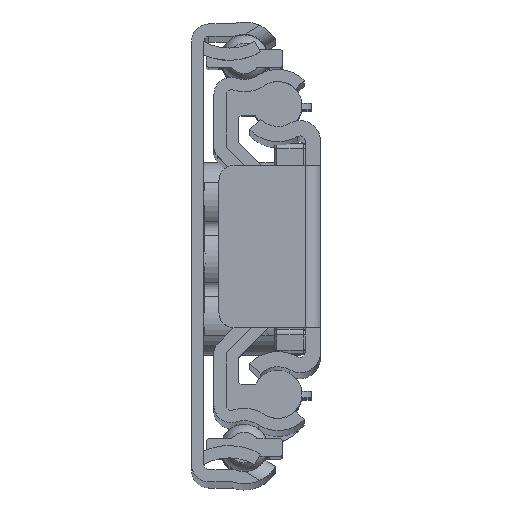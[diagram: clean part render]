
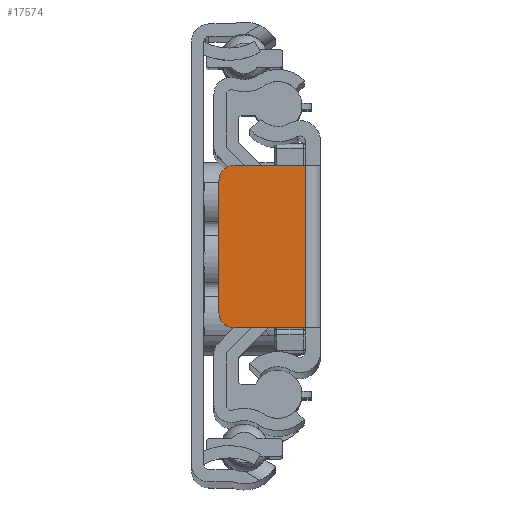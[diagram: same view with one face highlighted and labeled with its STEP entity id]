
A CAD part, top view. The second image highlights one B-rep face of the part: STEP entity #17574.
In plain terms, the highlighted planar face has unit normal (0, 0, 1).
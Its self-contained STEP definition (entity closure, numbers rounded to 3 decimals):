
#1684=FACE_OUTER_BOUND('',#2618,.T.);
#2618=EDGE_LOOP('',(#13843,#13844,#13845,#13846,#13847,#13848));
#3476=CIRCLE('',#18837,1.5);
#3479=CIRCLE('',#18842,1.5);
#4895=LINE('',#27511,#6462);
#4898=LINE('',#27518,#6465);
#4899=LINE('',#27522,#6466);
#4900=LINE('',#27523,#6467);
#6462=VECTOR('',#22187,10.);
#6465=VECTOR('',#22194,10.);
#6466=VECTOR('',#22197,10.);
#6467=VECTOR('',#22198,10.);
#7954=VERTEX_POINT('',#27501);
#7955=VERTEX_POINT('',#27502);
#7958=VERTEX_POINT('',#27510);
#7960=VERTEX_POINT('',#27517);
#7961=VERTEX_POINT('',#27519);
#7962=VERTEX_POINT('',#27521);
#10112=EDGE_CURVE('',#7954,#7955,#3476,.T.);
#10116=EDGE_CURVE('',#7955,#7958,#4895,.T.);
#10120=EDGE_CURVE('',#7954,#7960,#4898,.T.);
#10121=EDGE_CURVE('',#7961,#7960,#3479,.T.);
#10122=EDGE_CURVE('',#7962,#7961,#4899,.T.);
#10123=EDGE_CURVE('',#7958,#7962,#4900,.T.);
#13843=ORIENTED_EDGE('',*,*,#10112,.F.);
#13844=ORIENTED_EDGE('',*,*,#10120,.T.);
#13845=ORIENTED_EDGE('',*,*,#10121,.F.);
#13846=ORIENTED_EDGE('',*,*,#10122,.F.);
#13847=ORIENTED_EDGE('',*,*,#10123,.F.);
#13848=ORIENTED_EDGE('',*,*,#10116,.F.);
#16994=PLANE('',#18841);
#17574=ADVANCED_FACE('',(#1684),#16994,.T.);
#18837=AXIS2_PLACEMENT_3D('',#27503,#22179,#22180);
#18841=AXIS2_PLACEMENT_3D('',#27516,#22192,#22193);
#18842=AXIS2_PLACEMENT_3D('',#27520,#22195,#22196);
#22179=DIRECTION('center_axis',(0.,0.,
-1.));
#22180=DIRECTION('ref_axis',(-0.707,0.707,0.));
#22187=DIRECTION('',(1.,0.,0.));
#22192=DIRECTION('center_axis',(0.,0.,
1.));
#22193=DIRECTION('ref_axis',(1.,0.,0.));
#22194=DIRECTION('',(0.,-1.,0.));
#22195=DIRECTION('center_axis',(0.,0.,
-1.));
#22196=DIRECTION('ref_axis',(-0.707,-0.707,0.));
#22197=DIRECTION('',(-1.,0.,0.));
#22198=DIRECTION('',(0.,-1.,0.));
#27501=CARTESIAN_POINT('',(-2.5,6.5,406.));
#27502=CARTESIAN_POINT('',(-1.,8.,406.));
#27503=CARTESIAN_POINT('Origin',(-1.,6.5,406.));
#27510=CARTESIAN_POINT('',(6.,8.,406.));
#27511=CARTESIAN_POINT('',(6.,8.,406.));
#27516=CARTESIAN_POINT('Origin',(-2.5,0.,
406.));
#27517=CARTESIAN_POINT('',(-2.5,-6.5,406.));
#27518=CARTESIAN_POINT('',(-2.5,0.,406.));
#27519=CARTESIAN_POINT('',(-1.,-8.,406.));
#27520=CARTESIAN_POINT('Origin',(-1.,-6.5,406.));
#27521=CARTESIAN_POINT('',(6.,-8.,406.));
#27522=CARTESIAN_POINT('',(6.,-8.,406.));
#27523=CARTESIAN_POINT('',(6.,0.,406.));
